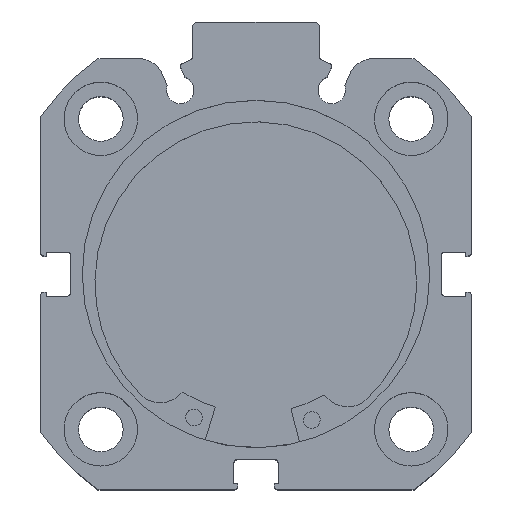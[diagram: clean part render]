
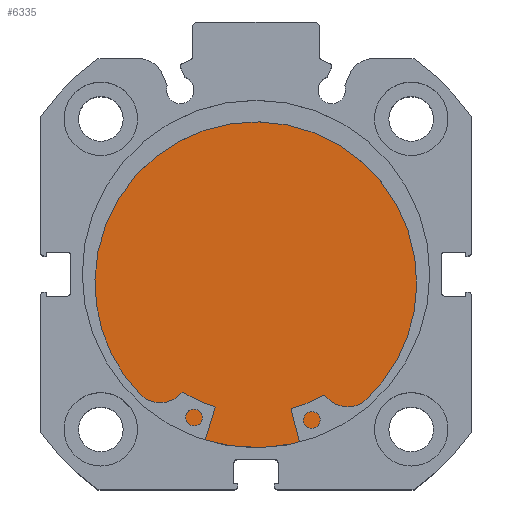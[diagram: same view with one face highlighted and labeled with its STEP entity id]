
A CAD part, top view. The second image highlights one B-rep face of the part: STEP entity #6335.
In plain terms, the highlighted face is planar.
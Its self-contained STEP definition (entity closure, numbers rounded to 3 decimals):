
#84 = CARTESIAN_POINT ( 'NONE',  ( 9., 0., -26. ) ) ;
#89 = CARTESIAN_POINT ( 'NONE',  ( 9., 0., 26. ) ) ;
#412 = EDGE_CURVE ( 'NONE', #2541, #2551, #2034, .T. ) ;
#421 = EDGE_CURVE ( 'NONE', #2551, #2541, #2046, .T. ) ;
#1348 = ORIENTED_EDGE ( 'NONE', *, *, #421, .F. ) ;
#1349 = ORIENTED_EDGE ( 'NONE', *, *, #412, .F. ) ;
#2034 = CIRCLE ( 'NONE', #4613, 26. ) ;
#2046 = CIRCLE ( 'NONE', #4615, 26. ) ;
#2541 = VERTEX_POINT ( 'NONE', #89 ) ;
#2551 = VERTEX_POINT ( 'NONE', #84 ) ;
#2985 = FACE_OUTER_BOUND ( 'NONE', #6506, .T. ) ;
#3585 = CARTESIAN_POINT ( 'NONE',  ( 9., 26., 0. ) ) ;
#3586 = PLANE ( 'NONE',  #4354 ) ;
#3587 = DIRECTION ( 'NONE',  ( -1., 0., 0. ) ) ;
#3588 = DIRECTION ( 'NONE',  ( 0., 0., 1. ) ) ;
#4354 = AXIS2_PLACEMENT_3D ( 'NONE', #3585, #3587, #3588 ) ;
#4613 = AXIS2_PLACEMENT_3D ( 'NONE', #5729, #5722, #5721 ) ;
#4615 = AXIS2_PLACEMENT_3D ( 'NONE', #5692, #5689, #5688 ) ;
#5688 = DIRECTION ( 'NONE',  ( 0., 0., 1. ) ) ;
#5689 = DIRECTION ( 'NONE',  ( -1., 0., 0. ) ) ;
#5692 = CARTESIAN_POINT ( 'NONE',  ( 9., 0., 0. ) ) ;
#5721 = DIRECTION ( 'NONE',  ( 0., 0., 1. ) ) ;
#5722 = DIRECTION ( 'NONE',  ( -1., 0., 0. ) ) ;
#5729 = CARTESIAN_POINT ( 'NONE',  ( 9., 0., 0. ) ) ;
#6335 = ADVANCED_FACE ( 'NONE', ( #2985 ), #3586, .F. ) ;
#6506 = EDGE_LOOP ( 'NONE', ( #1349, #1348 ) ) ;
